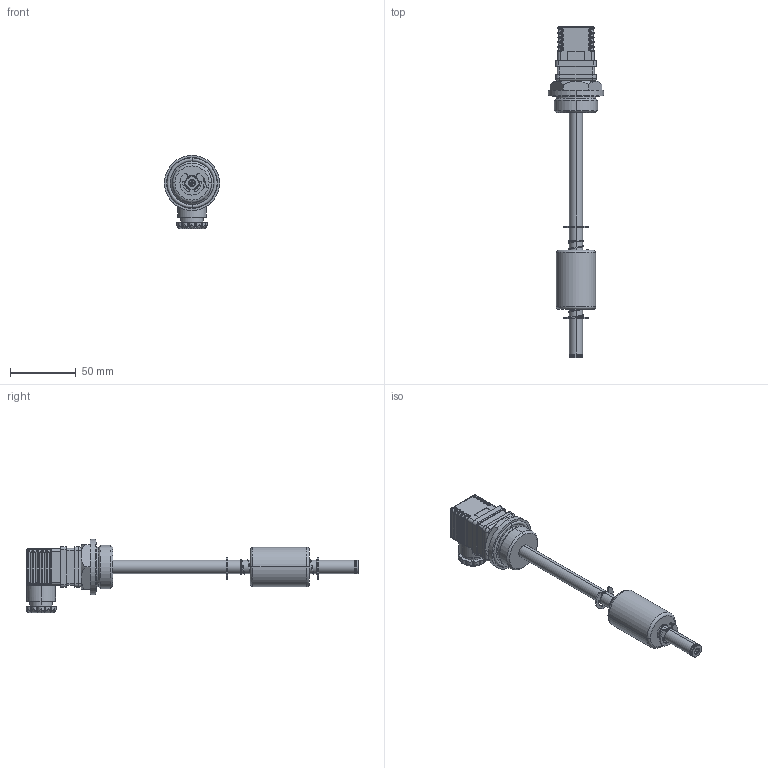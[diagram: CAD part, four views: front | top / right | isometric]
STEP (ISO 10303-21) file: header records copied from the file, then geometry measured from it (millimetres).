
FILE_DESCRIPTION (( 'STEP AP214' ), '1' );
FILE_NAME ('PT31.STEP', '2020-02-12T16:11:25', ( '' ), ( '' ), 'SwSTEP 2.0', 'SolidWorks 2019', '' );
FILE_SCHEMA (( 'AUTOMOTIVE_DESIGN' ));
Length unit declared in the file: millimetre
Products named in the file (1): PT31
Bounding box: 42 x 252.65 x 55.75 mm (x, y, z)
Surface area: 31466.1 mm2 (no closed solid volume)
Topology: 0 solids, 17 shells, 472 faces, 1375 edges, 886 vertices
Faces by surface type: cylinder 211, plane 133, torus 52, bspline 52, cone 14, sphere 10
Entity records: 30797 total; most frequent: CARTESIAN_POINT 13710, DIRECTION 2483, ORIENTED_EDGE 2372, EDGE_CURVE 1371, AXIS2_PLACEMENT_3D 985, VERTEX_POINT 886, CIRCLE 564, VECTOR 513
